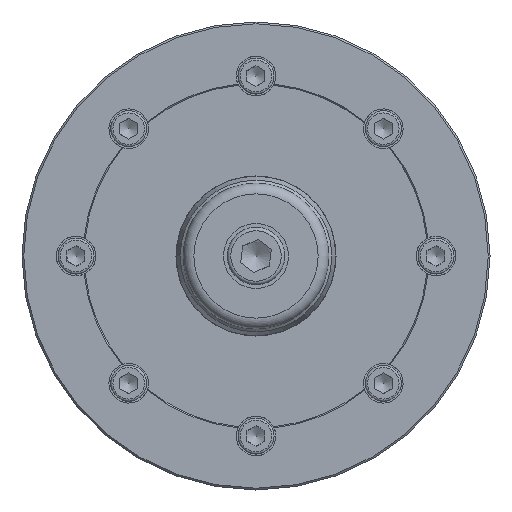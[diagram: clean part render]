
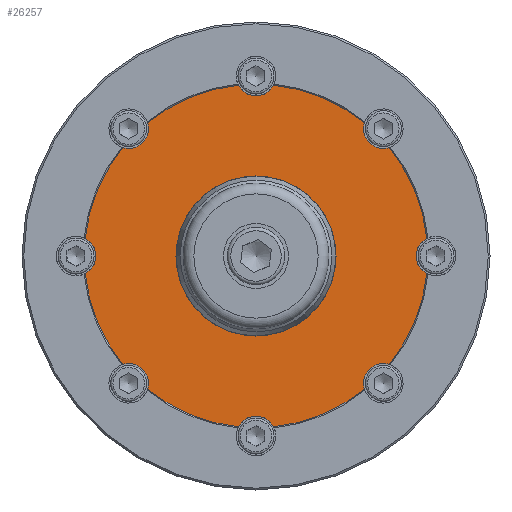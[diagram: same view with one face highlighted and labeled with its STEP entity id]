
A CAD part, front view. The second image highlights one B-rep face of the part: STEP entity #26257.
In plain terms, the highlighted planar face has unit normal (0, -1, 0).
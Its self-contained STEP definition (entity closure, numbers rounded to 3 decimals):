
#1785=FACE_BOUND('',#4426,.T.);
#2035=PLANE('',#27937);
#2930=FACE_OUTER_BOUND('',#4425,.T.);
#4425=EDGE_LOOP('',(#17588,#17589,#17590,#17591,#17592,#17593,#17594,#17595,
#17596,#17597,#17598,#17599,#17600,#17601,#17602,#17603));
#4426=EDGE_LOOP('',(#17604));
#9990=CIRCLE('',#27888,5.5);
#9993=CIRCLE('',#27893,5.5);
#9995=CIRCLE('',#27897,5.5);
#9998=CIRCLE('',#27902,5.5);
#10000=CIRCLE('',#27906,5.5);
#10003=CIRCLE('',#27911,5.5);
#10005=CIRCLE('',#27915,5.5);
#10006=CIRCLE('',#27917,47.7);
#10007=CIRCLE('',#27919,47.7);
#10008=CIRCLE('',#27921,47.7);
#10009=CIRCLE('',#27923,47.7);
#10010=CIRCLE('',#27925,47.7);
#10011=CIRCLE('',#27927,47.7);
#10012=CIRCLE('',#27929,47.7);
#10015=CIRCLE('',#27934,5.5);
#10016=CIRCLE('',#27936,21.8);
#10017=CIRCLE('',#27938,47.7);
#10779=VERTEX_POINT('',#36167);
#10780=VERTEX_POINT('',#36172);
#10783=VERTEX_POINT('',#36185);
#10784=VERTEX_POINT('',#36190);
#10786=VERTEX_POINT('',#36201);
#10787=VERTEX_POINT('',#36206);
#10790=VERTEX_POINT('',#36219);
#10791=VERTEX_POINT('',#36224);
#10793=VERTEX_POINT('',#36235);
#10794=VERTEX_POINT('',#36240);
#10797=VERTEX_POINT('',#36253);
#10798=VERTEX_POINT('',#36258);
#10800=VERTEX_POINT('',#36269);
#10801=VERTEX_POINT('',#36274);
#10802=VERTEX_POINT('',#36282);
#10803=VERTEX_POINT('',#36289);
#10806=VERTEX_POINT('',#36314);
#13421=EDGE_CURVE('',#10780,#10779,#9990,.T.);
#13427=EDGE_CURVE('',#10784,#10783,#9993,.T.);
#13432=EDGE_CURVE('',#10787,#10786,#9995,.T.);
#13438=EDGE_CURVE('',#10791,#10790,#9998,.T.);
#13443=EDGE_CURVE('',#10794,#10793,#10000,.T.);
#13449=EDGE_CURVE('',#10798,#10797,#10003,.T.);
#13454=EDGE_CURVE('',#10801,#10800,#10005,.T.);
#13457=EDGE_CURVE('',#10780,#10802,#10006,.T.);
#13460=EDGE_CURVE('',#10803,#10800,#10007,.T.);
#13461=EDGE_CURVE('',#10801,#10797,#10008,.T.);
#13462=EDGE_CURVE('',#10798,#10793,#10009,.T.);
#13463=EDGE_CURVE('',#10794,#10790,#10010,.T.);
#13464=EDGE_CURVE('',#10791,#10786,#10011,.T.);
#13465=EDGE_CURVE('',#10787,#10783,#10012,.T.);
#13468=EDGE_CURVE('',#10803,#10802,#10015,.T.);
#13470=EDGE_CURVE('',#10806,#10806,#10016,.T.);
#13472=EDGE_CURVE('',#10784,#10779,#10017,.T.);
#17588=ORIENTED_EDGE('',*,*,#13421,.T.);
#17589=ORIENTED_EDGE('',*,*,#13472,.F.);
#17590=ORIENTED_EDGE('',*,*,#13427,.T.);
#17591=ORIENTED_EDGE('',*,*,#13465,.F.);
#17592=ORIENTED_EDGE('',*,*,#13432,.T.);
#17593=ORIENTED_EDGE('',*,*,#13464,.F.);
#17594=ORIENTED_EDGE('',*,*,#13438,.T.);
#17595=ORIENTED_EDGE('',*,*,#13463,.F.);
#17596=ORIENTED_EDGE('',*,*,#13443,.T.);
#17597=ORIENTED_EDGE('',*,*,#13462,.F.);
#17598=ORIENTED_EDGE('',*,*,#13449,.T.);
#17599=ORIENTED_EDGE('',*,*,#13461,.F.);
#17600=ORIENTED_EDGE('',*,*,#13454,.T.);
#17601=ORIENTED_EDGE('',*,*,#13460,.F.);
#17602=ORIENTED_EDGE('',*,*,#13468,.T.);
#17603=ORIENTED_EDGE('',*,*,#13457,.F.);
#17604=ORIENTED_EDGE('',*,*,#13470,.T.);
#26257=ADVANCED_FACE('',(#2930,#1785),#2035,.T.);
#27888=AXIS2_PLACEMENT_3D('',#36173,#29882,#29883);
#27893=AXIS2_PLACEMENT_3D('',#36191,#29893,#29894);
#27897=AXIS2_PLACEMENT_3D('',#36207,#29902,#29903);
#27902=AXIS2_PLACEMENT_3D('',#36225,#29913,#29914);
#27906=AXIS2_PLACEMENT_3D('',#36241,#29922,#29923);
#27911=AXIS2_PLACEMENT_3D('',#36259,#29933,#29934);
#27915=AXIS2_PLACEMENT_3D('',#36275,#29942,#29943);
#27917=AXIS2_PLACEMENT_3D('',#36283,#29947,#29948);
#27919=AXIS2_PLACEMENT_3D('',#36294,#29951,#29952);
#27921=AXIS2_PLACEMENT_3D('',#36296,#29955,#29956);
#27923=AXIS2_PLACEMENT_3D('',#36298,#29959,#29960);
#27925=AXIS2_PLACEMENT_3D('',#36300,#29963,#29964);
#27927=AXIS2_PLACEMENT_3D('',#36302,#29967,#29968);
#27929=AXIS2_PLACEMENT_3D('',#36304,#29971,#29972);
#27934=AXIS2_PLACEMENT_3D('',#36311,#29981,#29982);
#27936=AXIS2_PLACEMENT_3D('',#36315,#29986,#29987);
#27937=AXIS2_PLACEMENT_3D('',#36317,#29989,#29990);
#27938=AXIS2_PLACEMENT_3D('',#36318,#29991,#29992);
#29882=DIRECTION('center_axis',(0.,1.,0.));
#29883=DIRECTION('ref_axis',(0.707,0.,-0.707));
#29893=DIRECTION('center_axis',(0.,1.,0.));
#29894=DIRECTION('ref_axis',(1.,0.,0.));
#29902=DIRECTION('center_axis',(0.,1.,0.));
#29903=DIRECTION('ref_axis',(0.707,0.,0.707));
#29913=DIRECTION('center_axis',(0.,1.,0.));
#29914=DIRECTION('ref_axis',(0.,0.,
1.));
#29922=DIRECTION('center_axis',(0.,1.,0.));
#29923=DIRECTION('ref_axis',(-0.707,0.,0.707));
#29933=DIRECTION('center_axis',(0.,1.,0.));
#29934=DIRECTION('ref_axis',(-1.,0.,0.));
#29942=DIRECTION('center_axis',(0.,1.,0.));
#29943=DIRECTION('ref_axis',(-0.707,0.,-0.707));
#29947=DIRECTION('center_axis',(0.,1.,0.));
#29948=DIRECTION('ref_axis',(0.,0.,
-1.));
#29951=DIRECTION('center_axis',(0.,1.,0.));
#29952=DIRECTION('ref_axis',(0.,0.,
-1.));
#29955=DIRECTION('center_axis',(0.,1.,0.));
#29956=DIRECTION('ref_axis',(0.,0.,
-1.));
#29959=DIRECTION('center_axis',(0.,1.,0.));
#29960=DIRECTION('ref_axis',(0.,0.,
-1.));
#29963=DIRECTION('center_axis',(0.,1.,0.));
#29964=DIRECTION('ref_axis',(0.,0.,
-1.));
#29967=DIRECTION('center_axis',(0.,1.,0.));
#29968=DIRECTION('ref_axis',(0.,0.,
-1.));
#29971=DIRECTION('center_axis',(0.,1.,0.));
#29972=DIRECTION('ref_axis',(0.,0.,
-1.));
#29981=DIRECTION('center_axis',(0.,1.,0.));
#29982=DIRECTION('ref_axis',(0.,0.,
-1.));
#29986=DIRECTION('center_axis',(0.,1.,0.));
#29987=DIRECTION('ref_axis',(0.,0.,
-1.));
#29989=DIRECTION('center_axis',(0.,-1.,0.));
#29990=DIRECTION('ref_axis',(-1.,0.,0.));
#29991=DIRECTION('center_axis',(0.,1.,0.));
#29992=DIRECTION('ref_axis',(0.,0.,
-1.));
#36167=CARTESIAN_POINT('',(30.107,0.3,36.998));
#36172=CARTESIAN_POINT('',(36.998,0.3,30.107));
#36173=CARTESIAN_POINT('Origin',(35.355,0.3,35.355));
#36185=CARTESIAN_POINT('',(-4.873,0.3,47.45));
#36190=CARTESIAN_POINT('',(4.873,0.3,47.45));
#36191=CARTESIAN_POINT('Origin',(0.,0.3,
50.));
#36201=CARTESIAN_POINT('',(-36.998,0.3,30.107));
#36206=CARTESIAN_POINT('',(-30.107,0.3,36.998));
#36207=CARTESIAN_POINT('Origin',(-35.355,0.3,35.355));
#36219=CARTESIAN_POINT('',(-47.45,0.3,-4.873));
#36224=CARTESIAN_POINT('',(-47.45,0.3,4.873));
#36225=CARTESIAN_POINT('Origin',(-50.,0.3,0.));
#36235=CARTESIAN_POINT('',(-30.107,0.3,-36.998));
#36240=CARTESIAN_POINT('',(-36.998,0.3,-30.107));
#36241=CARTESIAN_POINT('Origin',(-35.355,0.3,-35.355));
#36253=CARTESIAN_POINT('',(4.873,0.3,-47.45));
#36258=CARTESIAN_POINT('',(-4.873,0.3,-47.45));
#36259=CARTESIAN_POINT('Origin',(0.,0.3,
-50.));
#36269=CARTESIAN_POINT('',(36.998,0.3,-30.107));
#36274=CARTESIAN_POINT('',(30.107,0.3,-36.998));
#36275=CARTESIAN_POINT('Origin',(35.355,0.3,-35.355));
#36282=CARTESIAN_POINT('',(47.45,0.3,4.873));
#36283=CARTESIAN_POINT('Origin',(0.,0.3,
0.));
#36289=CARTESIAN_POINT('',(47.45,0.3,-4.873));
#36294=CARTESIAN_POINT('Origin',(0.,0.3,
0.));
#36296=CARTESIAN_POINT('Origin',(0.,0.3,
0.));
#36298=CARTESIAN_POINT('Origin',(0.,0.3,
0.));
#36300=CARTESIAN_POINT('Origin',(0.,0.3,
0.));
#36302=CARTESIAN_POINT('Origin',(0.,0.3,
0.));
#36304=CARTESIAN_POINT('Origin',(0.,0.3,
0.));
#36311=CARTESIAN_POINT('Origin',(50.,0.3,0.));
#36314=CARTESIAN_POINT('',(0.,0.3,-21.8));
#36315=CARTESIAN_POINT('Origin',(0.,0.3,
0.));
#36317=CARTESIAN_POINT('Origin',(0.,0.3,
47.7));
#36318=CARTESIAN_POINT('Origin',(0.,0.3,
0.));
